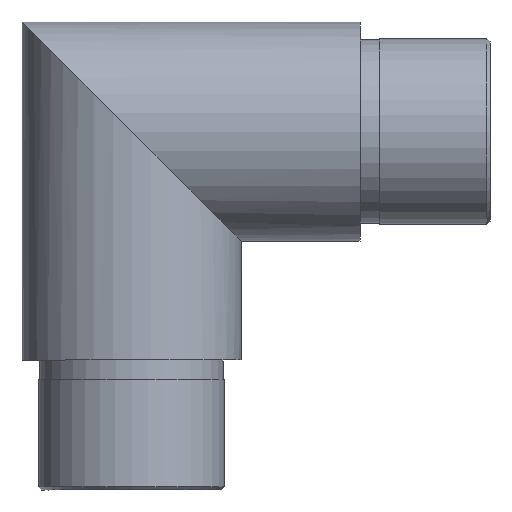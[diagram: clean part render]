
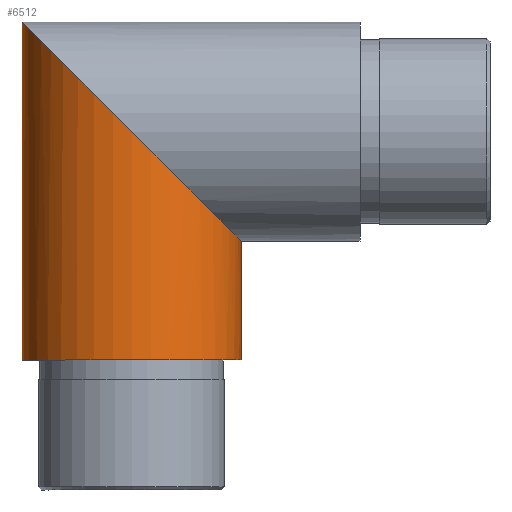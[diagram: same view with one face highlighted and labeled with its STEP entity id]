
A CAD part, left-side view. The second image highlights one B-rep face of the part: STEP entity #6512.
In plain terms, the highlighted cylindrical face has radius 16.85 mm (diameter 33.7 mm), a partial arc.
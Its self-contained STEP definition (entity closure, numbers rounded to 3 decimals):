
#339 = ORIENTED_EDGE ( 'NONE', *, *, #2190, .F. ) ;
#962 = DIRECTION ( 'NONE',  ( 0., 0., -1. ) ) ;
#1402 = DIRECTION ( 'NONE',  ( 0., 0., -1. ) ) ;
#1737 = CARTESIAN_POINT ( 'NONE',  ( 0., 35.15, -35.15 ) ) ;
#2075 = ORIENTED_EDGE ( 'NONE', *, *, #2797, .T. ) ;
#2091 = EDGE_CURVE ( 'NONE', #2620, #2505, #9913, .T. ) ;
#2190 = EDGE_CURVE ( 'NONE', #7961, #2505, #8702, .T. ) ;
#2395 = DIRECTION ( 'NONE',  ( 0., 1., 0. ) ) ;
#2505 = VERTEX_POINT ( 'NONE', #4180 ) ;
#2620 = VERTEX_POINT ( 'NONE', #12630 ) ;
#2721 = DIRECTION ( 'NONE',  ( 0., 0., 1. ) ) ;
#2771 = CYLINDRICAL_SURFACE ( 'NONE', #6210, 16.85 ) ;
#2784 = EDGE_CURVE ( 'NONE', #7961, #5932, #2798, .T. ) ;
#2797 = EDGE_CURVE ( 'NONE', #5932, #2620, #5626, .T. ) ;
#2798 =( BOUNDED_CURVE ( )  B_SPLINE_CURVE ( 3, ( #10913, #11791, #3093, #4081 ),
 .UNSPECIFIED., .F., .F. ) 
 B_SPLINE_CURVE_WITH_KNOTS ( ( 4, 4 ),
 ( 0., 3.142 ),
 .UNSPECIFIED. ) 
 CURVE ( )  GEOMETRIC_REPRESENTATION_ITEM ( )  RATIONAL_B_SPLINE_CURVE ( ( 1., 0.333, 0.333, 1. ) ) 
 REPRESENTATION_ITEM ( '' )  );
#3093 = CARTESIAN_POINT ( 'NONE',  ( -33.7, 52., 16.85 ) ) ;
#3874 = CARTESIAN_POINT ( 'NONE',  ( 0., 18.3, 0. ) ) ;
#4081 = CARTESIAN_POINT ( 'NONE',  ( 0., 52., 16.85 ) ) ;
#4180 = CARTESIAN_POINT ( 'NONE',  ( 0., 18.3, -35.15 ) ) ;
#5626 = LINE ( 'NONE', #8054, #10525 ) ;
#5932 = VERTEX_POINT ( 'NONE', #6672 ) ;
#6118 = ORIENTED_EDGE ( 'NONE', *, *, #2091, .T. ) ;
#6210 = AXIS2_PLACEMENT_3D ( 'NONE', #8246, #1402, #2395 ) ;
#6512 = ADVANCED_FACE ( 'NONE', ( #7959 ), #2771, .T. ) ;
#6672 = CARTESIAN_POINT ( 'NONE',  ( 0., 52., 16.85 ) ) ;
#7206 = DIRECTION ( 'NONE',  ( 0., 0., -1. ) ) ;
#7481 = ORIENTED_EDGE ( 'NONE', *, *, #2784, .T. ) ;
#7959 = FACE_OUTER_BOUND ( 'NONE', #11393, .T. ) ;
#7961 = VERTEX_POINT ( 'NONE', #9835 ) ;
#8054 = CARTESIAN_POINT ( 'NONE',  ( 0., 52., 0. ) ) ;
#8246 = CARTESIAN_POINT ( 'NONE',  ( 0., 35.15, 0. ) ) ;
#8571 = DIRECTION ( 'NONE',  ( 0., 1., 0. ) ) ;
#8702 = LINE ( 'NONE', #3874, #12532 ) ;
#9835 = CARTESIAN_POINT ( 'NONE',  ( 0., 18.3, -16.85 ) ) ;
#9913 = CIRCLE ( 'NONE', #10921, 16.85 ) ;
#10525 = VECTOR ( 'NONE', #7206, 1000. ) ;
#10913 = CARTESIAN_POINT ( 'NONE',  ( 0., 18.3, -16.85 ) ) ;
#10921 = AXIS2_PLACEMENT_3D ( 'NONE', #1737, #2721, #8571 ) ;
#11393 = EDGE_LOOP ( 'NONE', ( #339, #7481, #2075, #6118 ) ) ;
#11791 = CARTESIAN_POINT ( 'NONE',  ( -33.7, 18.3, -16.85 ) ) ;
#12532 = VECTOR ( 'NONE', #962, 1000. ) ;
#12630 = CARTESIAN_POINT ( 'NONE',  ( 0., 52., -35.15 ) ) ;
